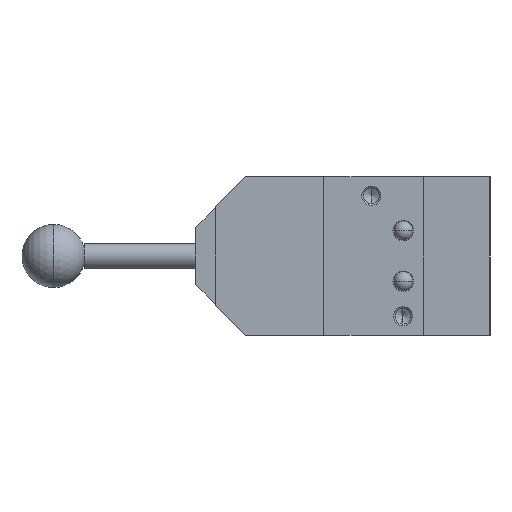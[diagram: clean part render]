
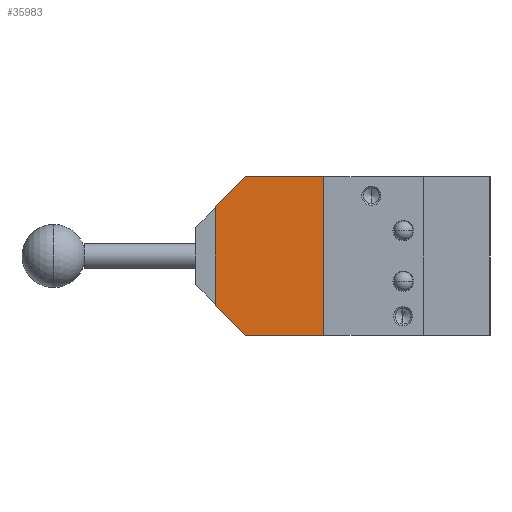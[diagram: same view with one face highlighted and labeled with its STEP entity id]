
A CAD part, left-side view. The second image highlights one B-rep face of the part: STEP entity #35983.
In plain terms, the highlighted planar face has unit normal (-1, 0, 0).
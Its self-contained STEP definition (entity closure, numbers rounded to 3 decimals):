
#1243 = CARTESIAN_POINT ( 'NONE',  ( -77., 15.75, 25. ) ) ;
#1435 = CARTESIAN_POINT ( 'NONE',  ( -77., 40.55, -25. ) ) ;
#2319 = VECTOR ( 'NONE', #36887, 1000. ) ;
#2676 = LINE ( 'NONE', #55695, #61132 ) ;
#2855 = VERTEX_POINT ( 'NONE', #60143 ) ;
#3705 = PLANE ( 'NONE',  #37468 ) ;
#3798 = EDGE_CURVE ( 'NONE', #41598, #2855, #7098, .T. ) ;
#5839 = VERTEX_POINT ( 'NONE', #1435 ) ;
#6073 = EDGE_CURVE ( 'NONE', #31725, #2855, #27568, .T. ) ;
#7098 = LINE ( 'NONE', #44586, #44901 ) ;
#8628 = LINE ( 'NONE', #17914, #19747 ) ;
#9163 = VERTEX_POINT ( 'NONE', #13370 ) ;
#13370 = CARTESIAN_POINT ( 'NONE',  ( -77., 15.75, -25. ) ) ;
#16016 = CARTESIAN_POINT ( 'NONE',  ( -77., 50.05, 25. ) ) ;
#16157 = EDGE_CURVE ( 'NONE', #31725, #5839, #2676, .T. ) ;
#16902 = VECTOR ( 'NONE', #44394, 1000. ) ;
#17683 = ORIENTED_EDGE ( 'NONE', *, *, #6073, .F. ) ;
#17828 = CARTESIAN_POINT ( 'NONE',  ( -77., 50.05, -25. ) ) ;
#17914 = CARTESIAN_POINT ( 'NONE',  ( -77., 15.75, -25. ) ) ;
#19027 = ORIENTED_EDGE ( 'NONE', *, *, #38965, .T. ) ;
#19554 = CARTESIAN_POINT ( 'NONE',  ( -77., 50.05, -15.5 ) ) ;
#19747 = VECTOR ( 'NONE', #60251, 1000. ) ;
#20749 = DIRECTION ( 'NONE',  ( 0., 0.707, -0.707 ) ) ;
#22568 = CARTESIAN_POINT ( 'NONE',  ( -77., 50.05, -25. ) ) ;
#27553 = DIRECTION ( 'NONE',  ( 1., 0., 0. ) ) ;
#27568 = LINE ( 'NONE', #17828, #2319 ) ;
#30186 = VERTEX_POINT ( 'NONE', #1243 ) ;
#31725 = VERTEX_POINT ( 'NONE', #19554 ) ;
#32218 = EDGE_CURVE ( 'NONE', #41598, #30186, #56122, .T. ) ;
#33124 = EDGE_LOOP ( 'NONE', ( #17683, #45138, #60437, #19027, #58866, #34914 ) ) ;
#34914 = ORIENTED_EDGE ( 'NONE', *, *, #3798, .T. ) ;
#35983 = ADVANCED_FACE ( 'NONE', ( #38005 ), #3705, .F. ) ;
#36887 = DIRECTION ( 'NONE',  ( 0., 0., 1. ) ) ;
#36945 = DIRECTION ( 'NONE',  ( 0., -0.707, -0.707 ) ) ;
#37468 = AXIS2_PLACEMENT_3D ( 'NONE', #22568, #27553, #60565 ) ;
#38005 = FACE_OUTER_BOUND ( 'NONE', #33124, .T. ) ;
#38965 = EDGE_CURVE ( 'NONE', #9163, #30186, #8628, .T. ) ;
#41598 = VERTEX_POINT ( 'NONE', #56130 ) ;
#42386 = VECTOR ( 'NONE', #61092, 1000. ) ;
#44394 = DIRECTION ( 'NONE',  ( 0., -1., 0. ) ) ;
#44586 = CARTESIAN_POINT ( 'NONE',  ( -77., 50.05, 15.5 ) ) ;
#44901 = VECTOR ( 'NONE', #20749, 1000. ) ;
#45138 = ORIENTED_EDGE ( 'NONE', *, *, #16157, .T. ) ;
#47418 = EDGE_CURVE ( 'NONE', #5839, #9163, #56376, .T. ) ;
#51496 = CARTESIAN_POINT ( 'NONE',  ( -77., 50.05, -25. ) ) ;
#55695 = CARTESIAN_POINT ( 'NONE',  ( -77., 50.05, -15.5 ) ) ;
#56122 = LINE ( 'NONE', #16016, #16902 ) ;
#56130 = CARTESIAN_POINT ( 'NONE',  ( -77., 40.55, 25. ) ) ;
#56376 = LINE ( 'NONE', #51496, #42386 ) ;
#58866 = ORIENTED_EDGE ( 'NONE', *, *, #32218, .F. ) ;
#60143 = CARTESIAN_POINT ( 'NONE',  ( -77., 50.05, 15.5 ) ) ;
#60251 = DIRECTION ( 'NONE',  ( 0., 0., 1. ) ) ;
#60437 = ORIENTED_EDGE ( 'NONE', *, *, #47418, .T. ) ;
#60565 = DIRECTION ( 'NONE',  ( 0., 1., 0. ) ) ;
#61092 = DIRECTION ( 'NONE',  ( 0., -1., 0. ) ) ;
#61132 = VECTOR ( 'NONE', #36945, 1000. ) ;
